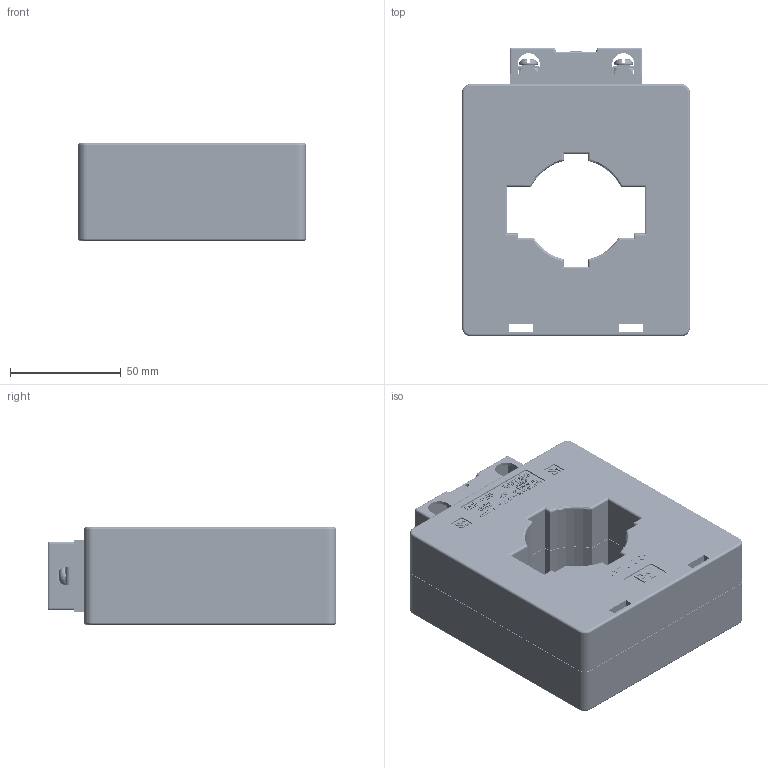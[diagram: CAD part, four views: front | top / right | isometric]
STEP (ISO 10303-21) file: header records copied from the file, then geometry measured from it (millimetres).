
FILE_DESCRIPTION (( 'STEP AP203' ), '1' );
FILE_NAME ('60装配体3.STEP', '2024-05-29T08:16:36', ( '微软用户' ), ( '微软中国' ), 'SwSTEP 2.0', 'SolidWorks 2019', '' );
FILE_SCHEMA (( 'CONFIG_CONTROL_DESIGN' ));
Products named in the file (7): 60P1-1; 諉盄啣; 肣И璃5x10; 60蚾饜极3; 60P2-2; 裔陔; 諉盄蹟佪3
Assembly tree (9 placements, depth 2):
  60蚾饜极3
    60P1-1
    60P2-2
    諉盄蹟佪3  x2
    諉盄啣  x2
    裔陔
    肣И璃5x10  x2
Bounding box: 103 x 130.5 x 44.2 mm (x, y, z)
Volume: 103507.4 mm3; surface area: 110159.2 mm2
Topology: 9 solids, 9 shells, 8033 faces, 18230 edges, 11400 vertices
Faces by surface type: plane 2815, cone 2056, torus 2036, bspline 832, cylinder 278, sphere 16
Entity records: 251497 total; most frequent: CARTESIAN_POINT 70842, DIRECTION 39044, ORIENTED_EDGE 35992, EDGE_CURVE 17996, AXIS2_PLACEMENT_3D 15670, VERTEX_POINT 11260, EDGE_LOOP 9160, CIRCLE 8542
